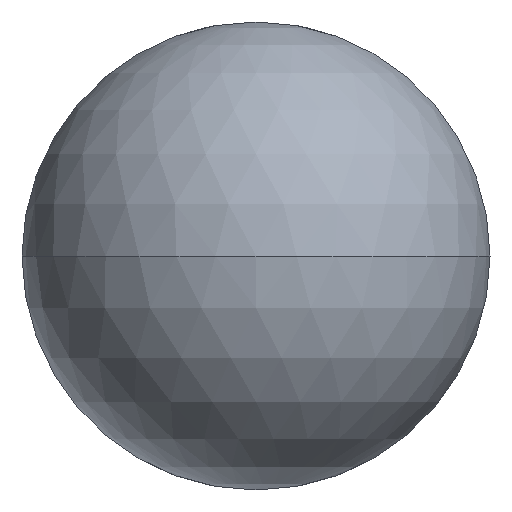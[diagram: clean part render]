
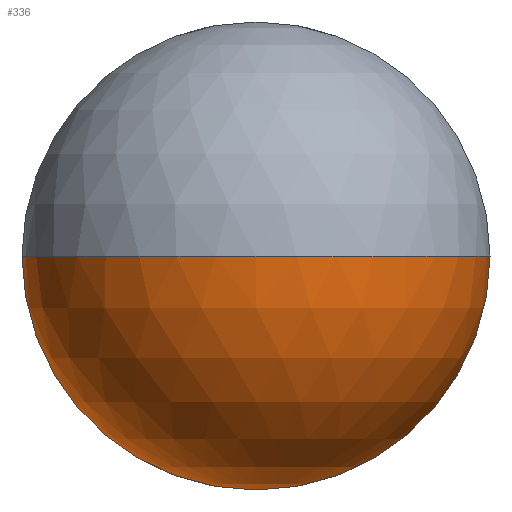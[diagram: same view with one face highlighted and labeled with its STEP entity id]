
A CAD part, front view. The second image highlights one B-rep face of the part: STEP entity #336.
In plain terms, the highlighted spherical face has radius 3.969 mm.
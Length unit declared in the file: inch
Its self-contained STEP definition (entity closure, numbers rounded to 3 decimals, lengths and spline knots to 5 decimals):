
#2 = ORIENTED_EDGE ( 'NONE', *, *, #392, .T. ) ;
#92 = ORIENTED_EDGE ( 'NONE', *, *, #352, .T. ) ;
#93 = DIRECTION ( 'NONE',  ( 1., 0., 0. ) ) ;
#127 = CARTESIAN_POINT ( 'NONE',  ( 0., 0.15625, 0. ) ) ;
#137 = ORIENTED_EDGE ( 'NONE', *, *, #259, .T. ) ;
#157 = ORIENTED_EDGE ( 'NONE', *, *, #418, .F. ) ;
#181 = DIRECTION ( 'NONE',  ( 0., 0., -1. ) ) ;
#182 = FACE_OUTER_BOUND ( 'NONE', #230, .T. ) ;
#187 = DIRECTION ( 'NONE',  ( 0., 0., -1. ) ) ;
#202 = CARTESIAN_POINT ( 'NONE',  ( 0., 0., 0. ) ) ;
#225 = AXIS2_PLACEMENT_3D ( 'NONE', #127, #483, #249 ) ;
#227 = CARTESIAN_POINT ( 'NONE',  ( -0.15625, 0.15625, 0. ) ) ;
#230 = EDGE_LOOP ( 'NONE', ( #2, #137, #92, #157 ) ) ;
#234 = AXIS2_PLACEMENT_3D ( 'NONE', #330, #334, #93 ) ;
#237 = CARTESIAN_POINT ( 'NONE',  ( 0., 0.15625, 0. ) ) ;
#249 = DIRECTION ( 'NONE',  ( 0., 0., -1. ) ) ;
#259 = EDGE_CURVE ( 'NONE', #406, #446, #494, .T. ) ;
#274 = CARTESIAN_POINT ( 'NONE',  ( 0., 0.15625, 0. ) ) ;
#320 = DIRECTION ( 'NONE',  ( -1., 0., 0. ) ) ;
#330 = CARTESIAN_POINT ( 'NONE',  ( 0., 0.15625, 0. ) ) ;
#332 = CIRCLE ( 'NONE', #348, 0.15625 ) ;
#334 = DIRECTION ( 'NONE',  ( 0., 0., 1. ) ) ;
#336 = ADVANCED_FACE ( 'NONE', ( #182 ), #507, .T. ) ;
#348 = AXIS2_PLACEMENT_3D ( 'NONE', #508, #187, #320 ) ;
#351 = DIRECTION ( 'NONE',  ( -1., 0., 0. ) ) ;
#352 = EDGE_CURVE ( 'NONE', #446, #422, #332, .T. ) ;
#365 = AXIS2_PLACEMENT_3D ( 'NONE', #274, #181, #351 ) ;
#367 = CARTESIAN_POINT ( 'NONE',  ( 0., 0.15625, -0.15625 ) ) ;
#392 = EDGE_CURVE ( 'NONE', #492, #406, #495, .T. ) ;
#406 = VERTEX_POINT ( 'NONE', #367 ) ;
#410 = AXIS2_PLACEMENT_3D ( 'NONE', #237, #497, #421 ) ;
#418 = EDGE_CURVE ( 'NONE', #492, #422, #513, .T. ) ;
#421 = DIRECTION ( 'NONE',  ( 0., 0., -1. ) ) ;
#422 = VERTEX_POINT ( 'NONE', #202 ) ;
#446 = VERTEX_POINT ( 'NONE', #516 ) ;
#483 = DIRECTION ( 'NONE',  ( 0., -1., 0. ) ) ;
#492 = VERTEX_POINT ( 'NONE', #227 ) ;
#494 = CIRCLE ( 'NONE', #410, 0.15625 ) ;
#495 = CIRCLE ( 'NONE', #225, 0.15625 ) ;
#497 = DIRECTION ( 'NONE',  ( 0., -1., 0. ) ) ;
#507 = SPHERICAL_SURFACE ( 'NONE', #365, 0.15625 ) ;
#508 = CARTESIAN_POINT ( 'NONE',  ( 0., 0.15625, 0. ) ) ;
#513 = CIRCLE ( 'NONE', #234, 0.15625 ) ;
#516 = CARTESIAN_POINT ( 'NONE',  ( 0.15625, 0.15625, 0. ) ) ;
